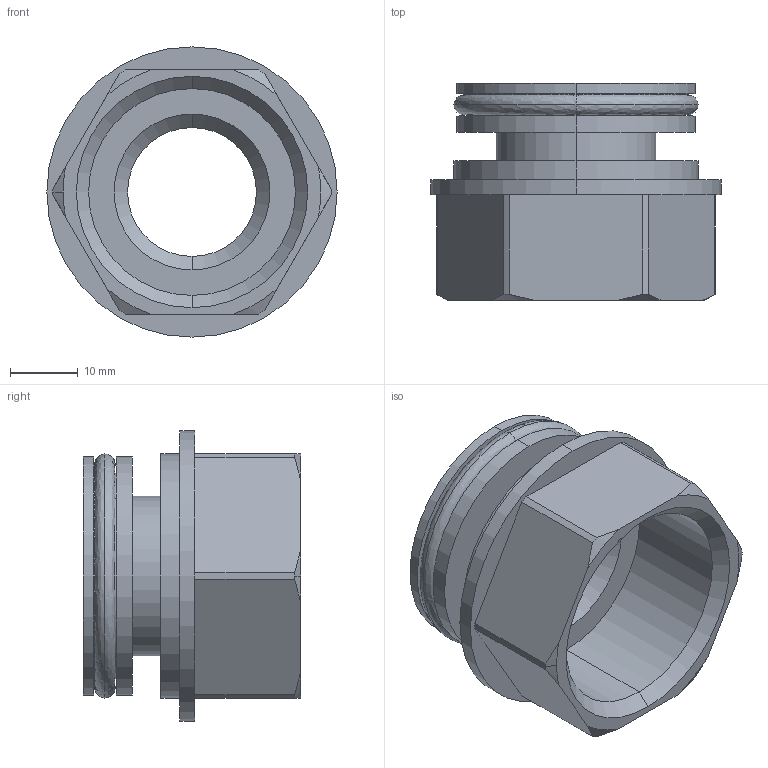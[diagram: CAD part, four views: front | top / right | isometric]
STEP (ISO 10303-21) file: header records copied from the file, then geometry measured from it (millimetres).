
FILE_DESCRIPTION (( 'STEP AP214' ), '1' );
FILE_NAME ('TAP-ACC16.step', '2017-04-05T20:02:08', ( '' ), ( '' ), 'SwSTEP 2.0', 'SolidWorks 2017', '' );
FILE_SCHEMA (( 'AUTOMOTIVE_DESIGN' ));
Length unit declared in the file: inch
Products named in the file (1): TAP-ACC16
Bounding box: 42.8 x 32 x 42.8 mm (x, y, z)
Volume: 14365.5 mm3; surface area: 10409.4 mm2
Topology: 1 solids, 1 shells, 58 faces, 133 edges, 84 vertices
Faces by surface type: cylinder 26, plane 15, cone 13, bspline 4
Entity records: 1859 total; most frequent: CARTESIAN_POINT 372, DIRECTION 301, ORIENTED_EDGE 266, EDGE_CURVE 133, AXIS2_PLACEMENT_3D 125, VERTEX_POINT 84, CIRCLE 70, EDGE_LOOP 67
